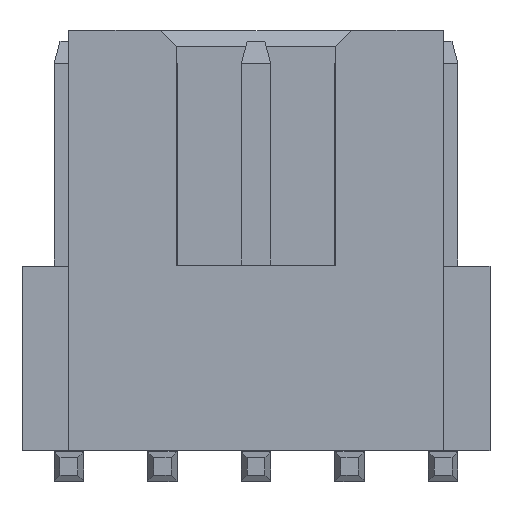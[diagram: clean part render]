
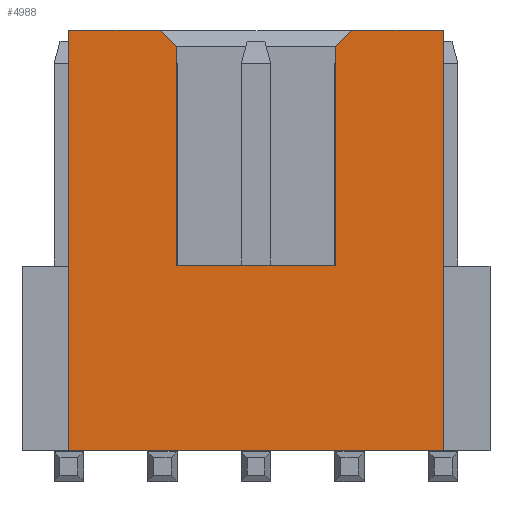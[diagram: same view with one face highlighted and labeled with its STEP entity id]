
A CAD part, top view. The second image highlights one B-rep face of the part: STEP entity #4988.
In plain terms, the highlighted planar face has unit normal (0, 0, 1).
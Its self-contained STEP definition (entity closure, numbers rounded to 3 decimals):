
#62 = DIRECTION ( 'NONE',  ( -1., 0., 0. ) ) ;
#146 = CARTESIAN_POINT ( 'NONE',  ( 2.54, 0.42, 2.54 ) ) ;
#174 = VECTOR ( 'NONE', #4733, 1000. ) ;
#235 = DIRECTION ( 'NONE',  ( -1., 0., 0. ) ) ;
#245 = ORIENTED_EDGE ( 'NONE', *, *, #3509, .F. ) ;
#306 = DIRECTION ( 'NONE',  ( 0., 1., 0. ) ) ;
#336 = DIRECTION ( 'NONE',  ( 1., 0., 0. ) ) ;
#356 = DIRECTION ( 'NONE',  ( 0., -1., 0. ) ) ;
#457 = LINE ( 'NONE', #2643, #174 ) ;
#460 = DIRECTION ( 'NONE',  ( 0., -1., 0. ) ) ;
#511 = LINE ( 'NONE', #2046, #2807 ) ;
#565 = EDGE_CURVE ( 'NONE', #2245, #3359, #4127, .T. ) ;
#599 = LINE ( 'NONE', #2213, #1089 ) ;
#627 = CARTESIAN_POINT ( 'NONE',  ( 1.3, 6.12, 2.54 ) ) ;
#762 = CARTESIAN_POINT ( 'NONE',  ( -1.3, 6.12, 2.54 ) ) ;
#896 = CARTESIAN_POINT ( 'NONE',  ( -1.08, 5.9, 2.54 ) ) ;
#925 = VECTOR ( 'NONE', #460, 1000. ) ;
#951 = CARTESIAN_POINT ( 'NONE',  ( -1.08, 2.92, 2.54 ) ) ;
#1089 = VECTOR ( 'NONE', #4921, 1000. ) ;
#1274 = VERTEX_POINT ( 'NONE', #1378 ) ;
#1282 = EDGE_CURVE ( 'NONE', #5625, #1274, #3568, .T. ) ;
#1335 = EDGE_CURVE ( 'NONE', #1274, #1623, #3096, .T. ) ;
#1343 = VECTOR ( 'NONE', #306, 1000. ) ;
#1378 = CARTESIAN_POINT ( 'NONE',  ( 1.08, 2.92, 2.54 ) ) ;
#1602 = ORIENTED_EDGE ( 'NONE', *, *, #1335, .F. ) ;
#1623 = VERTEX_POINT ( 'NONE', #2846 ) ;
#1727 = DIRECTION ( 'NONE',  ( 0., 1., 0. ) ) ;
#1750 = CARTESIAN_POINT ( 'NONE',  ( -2.54, 6.12, 2.54 ) ) ;
#1813 = EDGE_CURVE ( 'NONE', #6009, #5625, #511, .T. ) ;
#1966 = ORIENTED_EDGE ( 'NONE', *, *, #1813, .F. ) ;
#2011 = VERTEX_POINT ( 'NONE', #4595 ) ;
#2046 = CARTESIAN_POINT ( 'NONE',  ( -1.08, 5.9, 2.54 ) ) ;
#2121 = EDGE_CURVE ( 'NONE', #5077, #6679, #457, .T. ) ;
#2193 = EDGE_CURVE ( 'NONE', #1623, #6679, #599, .T. ) ;
#2213 = CARTESIAN_POINT ( 'NONE',  ( 1.3, 6.12, 2.54 ) ) ;
#2245 = VERTEX_POINT ( 'NONE', #1750 ) ;
#2368 = FACE_OUTER_BOUND ( 'NONE', #4722, .T. ) ;
#2399 = DIRECTION ( 'NONE',  ( 0., 0., -1. ) ) ;
#2643 = CARTESIAN_POINT ( 'NONE',  ( 2.54, 6.12, 2.54 ) ) ;
#2767 = VECTOR ( 'NONE', #5696, 1000. ) ;
#2807 = VECTOR ( 'NONE', #4352, 1000. ) ;
#2846 = CARTESIAN_POINT ( 'NONE',  ( 1.08, 5.9, 2.54 ) ) ;
#2861 = CARTESIAN_POINT ( 'NONE',  ( 2.54, 6.12, 2.54 ) ) ;
#3031 = ORIENTED_EDGE ( 'NONE', *, *, #2121, .T. ) ;
#3063 = EDGE_CURVE ( 'NONE', #3145, #3359, #6250, .T. ) ;
#3096 = LINE ( 'NONE', #5302, #1343 ) ;
#3145 = VERTEX_POINT ( 'NONE', #3464 ) ;
#3263 = CARTESIAN_POINT ( 'NONE',  ( 2.54, 0.42, 2.54 ) ) ;
#3359 = VERTEX_POINT ( 'NONE', #5368 ) ;
#3391 = CARTESIAN_POINT ( 'NONE',  ( 2.54, 0.42, 2.54 ) ) ;
#3408 = PLANE ( 'NONE',  #6925 ) ;
#3464 = CARTESIAN_POINT ( 'NONE',  ( 2.54, 0.42, 2.54 ) ) ;
#3509 = EDGE_CURVE ( 'NONE', #2011, #6009, #6130, .T. ) ;
#3568 = LINE ( 'NONE', #4658, #6296 ) ;
#3576 = CARTESIAN_POINT ( 'NONE',  ( 2.54, 6.12, 2.54 ) ) ;
#3831 = LINE ( 'NONE', #3263, #925 ) ;
#4061 = CARTESIAN_POINT ( 'NONE',  ( -2.54, 0.42, 2.54 ) ) ;
#4127 = LINE ( 'NONE', #4061, #4890 ) ;
#4352 = DIRECTION ( 'NONE',  ( 0., -1., 0. ) ) ;
#4595 = CARTESIAN_POINT ( 'NONE',  ( -1.3, 6.12, 2.54 ) ) ;
#4658 = CARTESIAN_POINT ( 'NONE',  ( -1.08, 2.92, 2.54 ) ) ;
#4722 = EDGE_LOOP ( 'NONE', ( #3031, #4944, #1602, #6652, #1966, #245, #5865, #5714, #6657, #5331 ) ) ;
#4733 = DIRECTION ( 'NONE',  ( -1., 0., 0. ) ) ;
#4890 = VECTOR ( 'NONE', #356, 1000. ) ;
#4921 = DIRECTION ( 'NONE',  ( 0.707, 0.707, 0. ) ) ;
#4944 = ORIENTED_EDGE ( 'NONE', *, *, #2193, .F. ) ;
#4988 = ADVANCED_FACE ( 'NONE', ( #2368 ), #3408, .F. ) ;
#5077 = VERTEX_POINT ( 'NONE', #3576 ) ;
#5227 = EDGE_CURVE ( 'NONE', #5077, #3145, #3831, .T. ) ;
#5302 = CARTESIAN_POINT ( 'NONE',  ( 1.08, 5.9, 2.54 ) ) ;
#5331 = ORIENTED_EDGE ( 'NONE', *, *, #5227, .F. ) ;
#5368 = CARTESIAN_POINT ( 'NONE',  ( -2.54, 0.42, 2.54 ) ) ;
#5476 = VECTOR ( 'NONE', #235, 1000. ) ;
#5575 = LINE ( 'NONE', #2861, #7111 ) ;
#5625 = VERTEX_POINT ( 'NONE', #951 ) ;
#5696 = DIRECTION ( 'NONE',  ( 0.707, -0.707, 0. ) ) ;
#5714 = ORIENTED_EDGE ( 'NONE', *, *, #565, .T. ) ;
#5865 = ORIENTED_EDGE ( 'NONE', *, *, #6598, .T. ) ;
#6009 = VERTEX_POINT ( 'NONE', #896 ) ;
#6130 = LINE ( 'NONE', #762, #2767 ) ;
#6250 = LINE ( 'NONE', #3391, #5476 ) ;
#6296 = VECTOR ( 'NONE', #336, 1000. ) ;
#6598 = EDGE_CURVE ( 'NONE', #2011, #2245, #5575, .T. ) ;
#6652 = ORIENTED_EDGE ( 'NONE', *, *, #1282, .F. ) ;
#6657 = ORIENTED_EDGE ( 'NONE', *, *, #3063, .F. ) ;
#6679 = VERTEX_POINT ( 'NONE', #627 ) ;
#6925 = AXIS2_PLACEMENT_3D ( 'NONE', #146, #2399, #1727 ) ;
#7111 = VECTOR ( 'NONE', #62, 1000. ) ;
